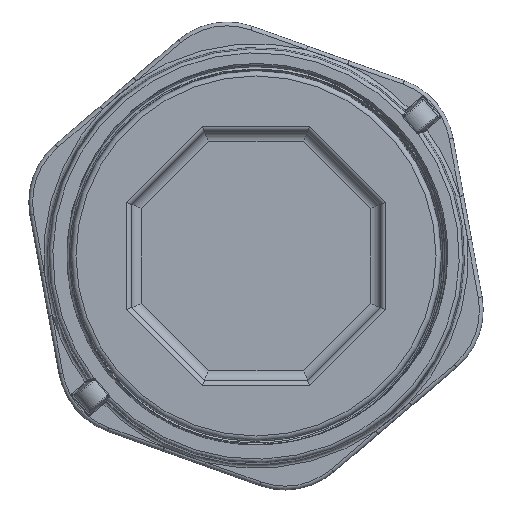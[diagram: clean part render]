
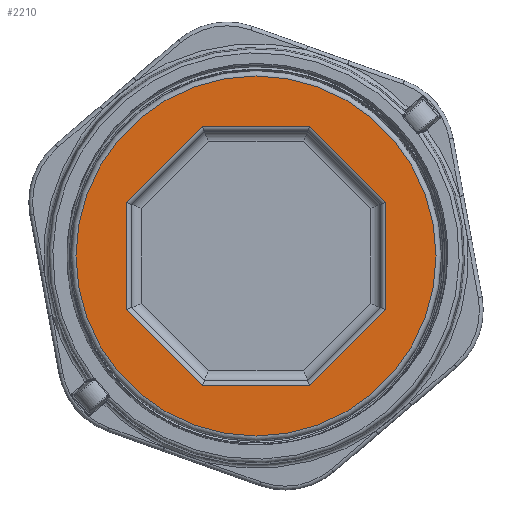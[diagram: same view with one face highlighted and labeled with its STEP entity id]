
A CAD part, front view. The second image highlights one B-rep face of the part: STEP entity #2210.
In plain terms, the highlighted planar face has unit normal (0, -1, 0).
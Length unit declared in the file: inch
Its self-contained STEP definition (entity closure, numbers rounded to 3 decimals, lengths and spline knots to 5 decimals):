
#99 = ORIENTED_EDGE ( 'NONE', *, *, #8781, .F. ) ;
#119 = CIRCLE ( 'NONE', #9654, 1.415 ) ;
#394 = AXIS2_PLACEMENT_3D ( 'NONE', #12561, #899, #3289 ) ;
#487 = VECTOR ( 'NONE', #6279, 39.37008 ) ;
#501 = DIRECTION ( 'NONE',  ( 0., 1., 0. ) ) ;
#836 = VECTOR ( 'NONE', #3924, 39.37008 ) ;
#899 = DIRECTION ( 'NONE',  ( 0., -1., 0. ) ) ;
#1579 = CARTESIAN_POINT ( 'NONE',  ( -0.4225, -0.36, 1.02 ) ) ;
#1847 = VERTEX_POINT ( 'NONE', #4949 ) ;
#1948 = LINE ( 'NONE', #10964, #487 ) ;
#2210 = ADVANCED_FACE ( 'NONE', ( #8479, #8125 ), #10284, .T. ) ;
#2492 = LINE ( 'NONE', #1579, #4864 ) ;
#2889 = VERTEX_POINT ( 'NONE', #6050 ) ;
#3019 = EDGE_CURVE ( 'NONE', #6795, #7238, #2492, .T. ) ;
#3289 = DIRECTION ( 'NONE',  ( 0., 0., -1. ) ) ;
#3791 = VECTOR ( 'NONE', #4807, 39.37008 ) ;
#3924 = DIRECTION ( 'NONE',  ( 0.707, 0., 0.707 ) ) ;
#3968 = VECTOR ( 'NONE', #4057, 39.37008 ) ;
#4057 = DIRECTION ( 'NONE',  ( -1., 0., 0. ) ) ;
#4426 = VECTOR ( 'NONE', #5225, 39.37008 ) ;
#4514 = VECTOR ( 'NONE', #14220, 39.37008 ) ;
#4615 = ORIENTED_EDGE ( 'NONE', *, *, #9312, .F. ) ;
#4807 = DIRECTION ( 'NONE',  ( 0.707, 0., -0.707 ) ) ;
#4864 = VECTOR ( 'NONE', #14348, 39.37008 ) ;
#4949 = CARTESIAN_POINT ( 'NONE',  ( 1.02, -0.36, -0.4225 ) ) ;
#5225 = DIRECTION ( 'NONE',  ( -0.707, 0., 0.707 ) ) ;
#5386 = EDGE_CURVE ( 'NONE', #7238, #7617, #13024, .T. ) ;
#5582 = VERTEX_POINT ( 'NONE', #7996 ) ;
#5614 = LINE ( 'NONE', #6496, #3968 ) ;
#5711 = ORIENTED_EDGE ( 'NONE', *, *, #10215, .F. ) ;
#6007 = EDGE_CURVE ( 'NONE', #6041, #6795, #5614, .T. ) ;
#6041 = VERTEX_POINT ( 'NONE', #8889 ) ;
#6050 = CARTESIAN_POINT ( 'NONE',  ( -1.415, -0.36, 0. ) ) ;
#6119 = ORIENTED_EDGE ( 'NONE', *, *, #12583, .F. ) ;
#6279 = DIRECTION ( 'NONE',  ( 1., 0., 0. ) ) ;
#6360 = CARTESIAN_POINT ( 'NONE',  ( 0., -0.36, 0. ) ) ;
#6496 = CARTESIAN_POINT ( 'NONE',  ( 0.4225, -0.36, 1.02 ) ) ;
#6532 = CARTESIAN_POINT ( 'NONE',  ( 1.02, -0.36, 0.4225 ) ) ;
#6795 = VERTEX_POINT ( 'NONE', #12973 ) ;
#6816 = VECTOR ( 'NONE', #13504, 39.37008 ) ;
#6911 = EDGE_LOOP ( 'NONE', ( #5711 ) ) ;
#7238 = VERTEX_POINT ( 'NONE', #10113 ) ;
#7296 = CARTESIAN_POINT ( 'NONE',  ( 0.4225, -0.36, -1.02 ) ) ;
#7442 = CARTESIAN_POINT ( 'NONE',  ( 0.4225, -0.36, -1.02 ) ) ;
#7617 = VERTEX_POINT ( 'NONE', #11728 ) ;
#7660 = ORIENTED_EDGE ( 'NONE', *, *, #5386, .F. ) ;
#7996 = CARTESIAN_POINT ( 'NONE',  ( 1.02, -0.36, 0.4225 ) ) ;
#8120 = CARTESIAN_POINT ( 'NONE',  ( -0.4225, -0.36, -1.02 ) ) ;
#8125 = FACE_OUTER_BOUND ( 'NONE', #6911, .T. ) ;
#8227 = EDGE_CURVE ( 'NONE', #1847, #5582, #11803, .T. ) ;
#8479 = FACE_BOUND ( 'NONE', #12817, .T. ) ;
#8781 = EDGE_CURVE ( 'NONE', #14484, #12012, #1948, .T. ) ;
#8782 = LINE ( 'NONE', #6532, #4426 ) ;
#8889 = CARTESIAN_POINT ( 'NONE',  ( 0.4225, -0.36, 1.02 ) ) ;
#9312 = EDGE_CURVE ( 'NONE', #7617, #14484, #11263, .T. ) ;
#9500 = CARTESIAN_POINT ( 'NONE',  ( -1.02, -0.36, -0.4225 ) ) ;
#9654 = AXIS2_PLACEMENT_3D ( 'NONE', #6360, #501, #9883 ) ;
#9883 = DIRECTION ( 'NONE',  ( -1., 0., 0. ) ) ;
#9884 = CARTESIAN_POINT ( 'NONE',  ( 1.02, -0.36, -0.4225 ) ) ;
#10113 = CARTESIAN_POINT ( 'NONE',  ( -1.02, -0.36, 0.4225 ) ) ;
#10215 = EDGE_CURVE ( 'NONE', #2889, #2889, #119, .T. ) ;
#10284 = PLANE ( 'NONE',  #394 ) ;
#10964 = CARTESIAN_POINT ( 'NONE',  ( -0.4225, -0.36, -1.02 ) ) ;
#11263 = LINE ( 'NONE', #9500, #3791 ) ;
#11728 = CARTESIAN_POINT ( 'NONE',  ( -1.02, -0.36, -0.4225 ) ) ;
#11742 = ORIENTED_EDGE ( 'NONE', *, *, #8227, .F. ) ;
#11803 = LINE ( 'NONE', #9884, #4514 ) ;
#12012 = VERTEX_POINT ( 'NONE', #7296 ) ;
#12561 = CARTESIAN_POINT ( 'NONE',  ( 0.7425, -0.36, 0. ) ) ;
#12583 = EDGE_CURVE ( 'NONE', #12012, #1847, #14718, .T. ) ;
#12817 = EDGE_LOOP ( 'NONE', ( #12931, #13474, #13539, #11742, #6119, #99, #4615, #7660 ) ) ;
#12931 = ORIENTED_EDGE ( 'NONE', *, *, #3019, .F. ) ;
#12973 = CARTESIAN_POINT ( 'NONE',  ( -0.4225, -0.36, 1.02 ) ) ;
#13024 = LINE ( 'NONE', #14535, #6816 ) ;
#13474 = ORIENTED_EDGE ( 'NONE', *, *, #6007, .F. ) ;
#13504 = DIRECTION ( 'NONE',  ( 0., 0., -1. ) ) ;
#13539 = ORIENTED_EDGE ( 'NONE', *, *, #13963, .F. ) ;
#13963 = EDGE_CURVE ( 'NONE', #5582, #6041, #8782, .T. ) ;
#14220 = DIRECTION ( 'NONE',  ( 0., 0., 1. ) ) ;
#14348 = DIRECTION ( 'NONE',  ( -0.707, 0., -0.707 ) ) ;
#14484 = VERTEX_POINT ( 'NONE', #8120 ) ;
#14535 = CARTESIAN_POINT ( 'NONE',  ( -1.02, -0.36, 0.4225 ) ) ;
#14718 = LINE ( 'NONE', #7442, #836 ) ;
